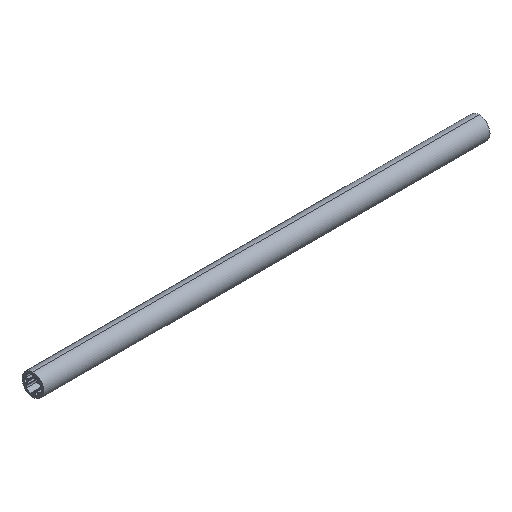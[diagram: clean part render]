
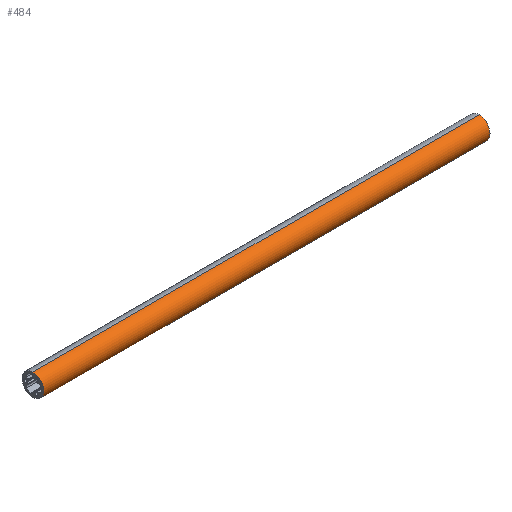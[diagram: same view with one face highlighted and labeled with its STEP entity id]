
A CAD part, isometric view. The second image highlights one B-rep face of the part: STEP entity #484.
In plain terms, the highlighted cylindrical face has radius 12.5 mm (diameter 25 mm), a partial arc.
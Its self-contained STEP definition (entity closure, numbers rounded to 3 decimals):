
#23 = DIRECTION ( 'NONE',  ( -1., 0., 0. ) ) ;
#31 = AXIS2_PLACEMENT_3D ( 'NONE', #1074, #933, #810 ) ;
#35 = DIRECTION ( 'NONE',  ( -1., 0., 0. ) ) ;
#71 = LINE ( 'NONE', #1169, #1048 ) ;
#116 = DIRECTION ( 'NONE',  ( -1., 0., 0. ) ) ;
#144 = AXIS2_PLACEMENT_3D ( 'NONE', #145, #23, #1116 ) ;
#145 = CARTESIAN_POINT ( 'NONE',  ( 255., 0., 0. ) ) ;
#159 = CARTESIAN_POINT ( 'NONE',  ( -134.295, 0., -12.5 ) ) ;
#179 = EDGE_LOOP ( 'NONE', ( #410, #679, #441, #344 ) ) ;
#239 = CARTESIAN_POINT ( 'NONE',  ( -255., 0., 0. ) ) ;
#248 = CARTESIAN_POINT ( 'NONE',  ( -255., 0., 12.5 ) ) ;
#277 = LINE ( 'NONE', #159, #838 ) ;
#306 = CIRCLE ( 'NONE', #787, 12.5 ) ;
#313 = CIRCLE ( 'NONE', #144, 12.5 ) ;
#344 = ORIENTED_EDGE ( 'NONE', *, *, #536, .F. ) ;
#367 = EDGE_CURVE ( 'NONE', #501, #665, #277, .T. ) ;
#410 = ORIENTED_EDGE ( 'NONE', *, *, #367, .F. ) ;
#423 = EDGE_CURVE ( 'NONE', #883, #1095, #71, .T. ) ;
#441 = ORIENTED_EDGE ( 'NONE', *, *, #423, .T. ) ;
#484 = ADVANCED_FACE ( 'NONE', ( #822 ), #742, .T. ) ;
#501 = VERTEX_POINT ( 'NONE', #656 ) ;
#526 = EDGE_CURVE ( 'NONE', #501, #883, #313, .T. ) ;
#536 = EDGE_CURVE ( 'NONE', #665, #1095, #306, .T. ) ;
#563 = CARTESIAN_POINT ( 'NONE',  ( 255., 0., 12.5 ) ) ;
#656 = CARTESIAN_POINT ( 'NONE',  ( 255., 0., -12.5 ) ) ;
#665 = VERTEX_POINT ( 'NONE', #1026 ) ;
#679 = ORIENTED_EDGE ( 'NONE', *, *, #526, .T. ) ;
#742 = CYLINDRICAL_SURFACE ( 'NONE', #31, 12.5 ) ;
#787 = AXIS2_PLACEMENT_3D ( 'NONE', #239, #116, #1217 ) ;
#810 = DIRECTION ( 'NONE',  ( 0., 0., 1. ) ) ;
#822 = FACE_OUTER_BOUND ( 'NONE', #179, .T. ) ;
#838 = VECTOR ( 'NONE', #35, 1000. ) ;
#883 = VERTEX_POINT ( 'NONE', #563 ) ;
#933 = DIRECTION ( 'NONE',  ( -1., 0., 0. ) ) ;
#1026 = CARTESIAN_POINT ( 'NONE',  ( -255., 0., -12.5 ) ) ;
#1034 = DIRECTION ( 'NONE',  ( -1., 0., 0. ) ) ;
#1048 = VECTOR ( 'NONE', #1034, 1000. ) ;
#1074 = CARTESIAN_POINT ( 'NONE',  ( -134.295, 0., 0. ) ) ;
#1095 = VERTEX_POINT ( 'NONE', #248 ) ;
#1116 = DIRECTION ( 'NONE',  ( 0., 0., 1. ) ) ;
#1169 = CARTESIAN_POINT ( 'NONE',  ( -134.295, 0., 12.5 ) ) ;
#1217 = DIRECTION ( 'NONE',  ( 0., 0., 1. ) ) ;
